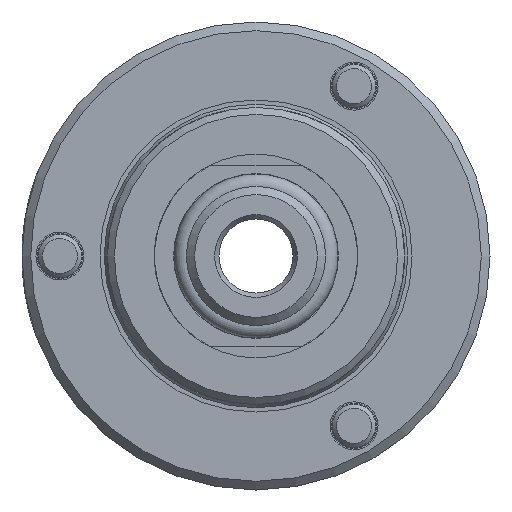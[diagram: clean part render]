
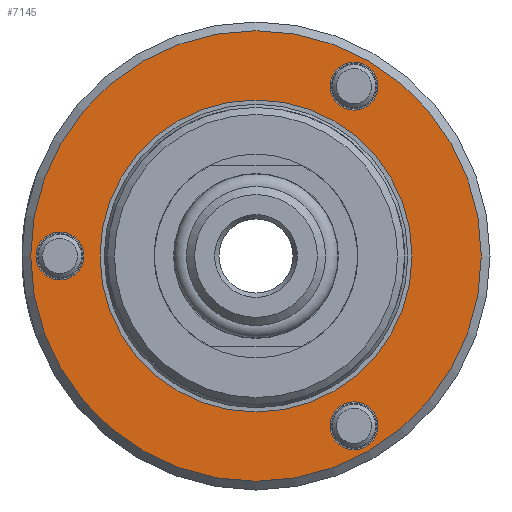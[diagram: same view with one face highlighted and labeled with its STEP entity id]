
A CAD part, left-side view. The second image highlights one B-rep face of the part: STEP entity #7145.
In plain terms, the highlighted planar face has unit normal (-1, 0, 0).
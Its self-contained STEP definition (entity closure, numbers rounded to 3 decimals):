
#284=PLANE('',#7602);
#429=FACE_BOUND('',#2156,.T.);
#430=FACE_BOUND('',#2157,.T.);
#431=FACE_BOUND('',#2158,.T.);
#432=FACE_BOUND('',#2159,.T.);
#1733=FACE_OUTER_BOUND('',#2155,.T.);
#2155=EDGE_LOOP('',(#4868));
#2156=EDGE_LOOP('',(#4869,#4870));
#2157=EDGE_LOOP('',(#4871,#4872));
#2158=EDGE_LOOP('',(#4873,#4874));
#2159=EDGE_LOOP('',(#4875,#4876));
#2624=CIRCLE('',#7600,17.9);
#2625=CIRCLE('',#7601,17.9);
#2626=CIRCLE('',#7603,25.85);
#2627=CIRCLE('',#7604,2.75);
#2628=CIRCLE('',#7605,2.75);
#2629=CIRCLE('',#7606,2.75);
#2630=CIRCLE('',#7607,2.75);
#2631=CIRCLE('',#7608,2.75);
#2632=CIRCLE('',#7609,2.75);
#2946=VERTEX_POINT('',#10325);
#2947=VERTEX_POINT('',#10326);
#2948=VERTEX_POINT('',#10331);
#2949=VERTEX_POINT('',#10333);
#2950=VERTEX_POINT('',#10334);
#2951=VERTEX_POINT('',#10337);
#2952=VERTEX_POINT('',#10338);
#2953=VERTEX_POINT('',#10341);
#2954=VERTEX_POINT('',#10342);
#3713=EDGE_CURVE('',#2946,#2947,#2624,.T.);
#3714=EDGE_CURVE('',#2947,#2946,#2625,.T.);
#3716=EDGE_CURVE('',#2948,#2948,#2626,.T.);
#3717=EDGE_CURVE('',#2949,#2950,#2627,.T.);
#3718=EDGE_CURVE('',#2950,#2949,#2628,.T.);
#3719=EDGE_CURVE('',#2951,#2952,#2629,.T.);
#3720=EDGE_CURVE('',#2952,#2951,#2630,.T.);
#3721=EDGE_CURVE('',#2953,#2954,#2631,.T.);
#3722=EDGE_CURVE('',#2954,#2953,#2632,.T.);
#4868=ORIENTED_EDGE('',*,*,#3716,.F.);
#4869=ORIENTED_EDGE('',*,*,#3717,.T.);
#4870=ORIENTED_EDGE('',*,*,#3718,.T.);
#4871=ORIENTED_EDGE('',*,*,#3719,.T.);
#4872=ORIENTED_EDGE('',*,*,#3720,.T.);
#4873=ORIENTED_EDGE('',*,*,#3721,.T.);
#4874=ORIENTED_EDGE('',*,*,#3722,.T.);
#4875=ORIENTED_EDGE('',*,*,#3713,.T.);
#4876=ORIENTED_EDGE('',*,*,#3714,.T.);
#7145=ADVANCED_FACE('',(#1733,#429,#430,#431,#432),#284,.T.);
#7600=AXIS2_PLACEMENT_3D('',#10327,#8250,#8251);
#7601=AXIS2_PLACEMENT_3D('',#10328,#8252,#8253);
#7602=AXIS2_PLACEMENT_3D('',#10330,#8255,#8256);
#7603=AXIS2_PLACEMENT_3D('',#10332,#8257,#8258);
#7604=AXIS2_PLACEMENT_3D('',#10335,#8259,#8260);
#7605=AXIS2_PLACEMENT_3D('',#10336,#8261,#8262);
#7606=AXIS2_PLACEMENT_3D('',#10339,#8263,#8264);
#7607=AXIS2_PLACEMENT_3D('',#10340,#8265,#8266);
#7608=AXIS2_PLACEMENT_3D('',#10343,#8267,#8268);
#7609=AXIS2_PLACEMENT_3D('',#10344,#8269,#8270);
#8250=DIRECTION('center_axis',(1.,0.,0.));
#8251=DIRECTION('ref_axis',(0.,1.,0.));
#8252=DIRECTION('center_axis',(1.,0.,0.));
#8253=DIRECTION('ref_axis',(0.,1.,0.));
#8255=DIRECTION('center_axis',(-1.,0.,0.));
#8256=DIRECTION('ref_axis',(0.,0.,1.));
#8257=DIRECTION('center_axis',(1.,0.,0.));
#8258=DIRECTION('ref_axis',(0.,-1.,0.));
#8259=DIRECTION('center_axis',(1.,0.,0.));
#8260=DIRECTION('ref_axis',(0.,0.866,-0.5));
#8261=DIRECTION('center_axis',(1.,0.,0.));
#8262=DIRECTION('ref_axis',(0.,0.866,-0.5));
#8263=DIRECTION('center_axis',(1.,0.,0.));
#8264=DIRECTION('ref_axis',(0.,-0.866,-0.5));
#8265=DIRECTION('center_axis',(1.,0.,0.));
#8266=DIRECTION('ref_axis',(0.,-0.866,-0.5));
#8267=DIRECTION('center_axis',(1.,0.,0.));
#8268=DIRECTION('ref_axis',(0.,0.,1.));
#8269=DIRECTION('center_axis',(1.,0.,0.));
#8270=DIRECTION('ref_axis',(0.,0.,1.));
#10325=CARTESIAN_POINT('',(5.1,17.9,0.));
#10326=CARTESIAN_POINT('',(5.1,-17.9,0.));
#10327=CARTESIAN_POINT('Origin',(5.1,0.,0.));
#10328=CARTESIAN_POINT('Origin',(5.1,0.,0.));
#10330=CARTESIAN_POINT('Origin',(5.1,21.054,0.));
#10331=CARTESIAN_POINT('',(5.1,25.85,0.));
#10332=CARTESIAN_POINT('Origin',(5.1,0.,0.));
#10333=CARTESIAN_POINT('',(5.1,-8.868,-20.861));
#10334=CARTESIAN_POINT('',(5.1,-13.632,-18.111));
#10335=CARTESIAN_POINT('Origin',(5.1,-11.25,-19.486));
#10336=CARTESIAN_POINT('Origin',(5.1,-11.25,-19.486));
#10337=CARTESIAN_POINT('',(5.1,-13.632,18.111));
#10338=CARTESIAN_POINT('',(5.1,-8.868,20.861));
#10339=CARTESIAN_POINT('Origin',(5.1,-11.25,19.486));
#10340=CARTESIAN_POINT('Origin',(5.1,-11.25,19.486));
#10341=CARTESIAN_POINT('',(5.1,22.5,2.75));
#10342=CARTESIAN_POINT('',(5.1,22.5,-2.75));
#10343=CARTESIAN_POINT('Origin',(5.1,22.5,0.));
#10344=CARTESIAN_POINT('Origin',(5.1,22.5,0.));
